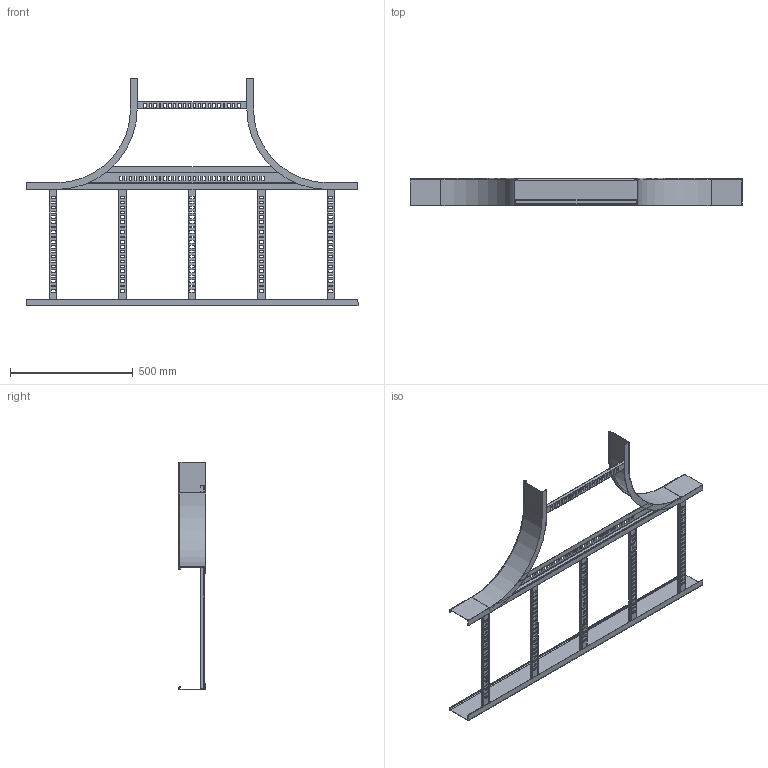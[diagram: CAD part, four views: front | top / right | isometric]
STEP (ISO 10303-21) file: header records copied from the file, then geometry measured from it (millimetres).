
FILE_DESCRIPTION (( 'STEP AP214' ), '1' );
FILE_NAME ('6225296.STP', '2017-03-23T14:36:25', ( '' ), ( '' ), 'SwSTEP 2.0', 'SolidWorks 2016', '' );
FILE_SCHEMA (( 'AUTOMOTIVE_DESIGN' ));
Length unit declared in the file: millimetre
Products named in the file (5): 086308_Gegenholm 110x1350; 079986_L=0492; 085502_St》zprofil f〉 R300 NB500; 086304_Innenholm 110xR300; 6225296
Assembly tree (10 placements, depth 2):
  6225296
    086304_Innenholm 110xR300  x2
    085502_St》zprofil f〉 R300 NB500
    079986_L=0492  x6
    086308_Gegenholm 110x1350
Bounding box: 1350 x 110 x 925 mm (x, y, z)
Volume: 1111348.5 mm3; surface area: 1446941.3 mm2
Topology: 10 solids, 10 shells, 912 faces, 2596 edges, 1704 vertices
Faces by surface type: plane 866, cylinder 34, bspline 8, torus 4
Entity records: 11326 total; most frequent: CARTESIAN_POINT 2673, ORIENTED_EDGE 1788, DIRECTION 1574, EDGE_CURVE 894, VECTOR 844, LINE 844, VERTEX_POINT 576, EDGE_LOOP 426
